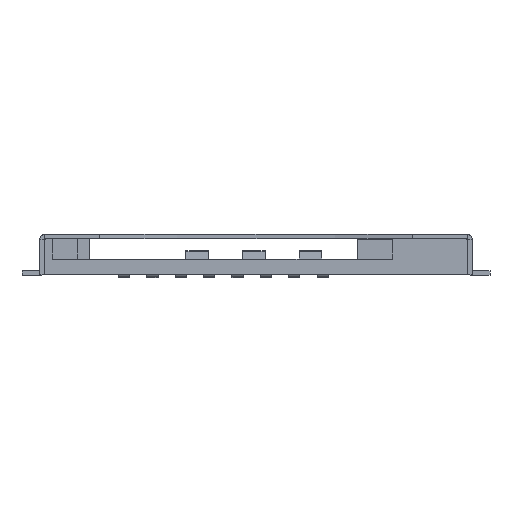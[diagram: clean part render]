
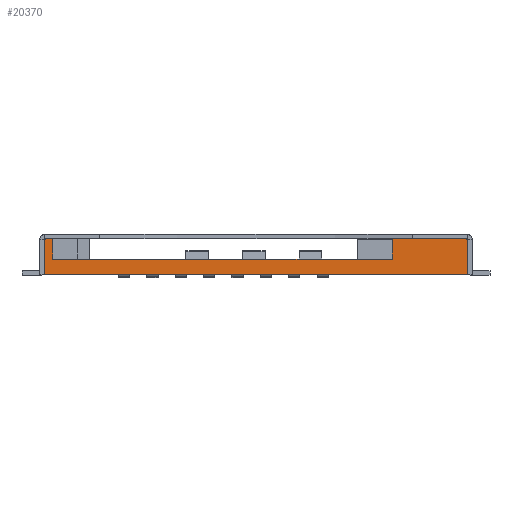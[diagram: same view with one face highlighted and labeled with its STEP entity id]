
A CAD part, front view. The second image highlights one B-rep face of the part: STEP entity #20370.
In plain terms, the highlighted planar face has unit normal (0, -1, 0).
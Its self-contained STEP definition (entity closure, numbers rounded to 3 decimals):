
#213 = CARTESIAN_POINT ( 'NONE',  ( 6.095, -13.15, 1.6 ) ) ;
#346 = CARTESIAN_POINT ( 'NONE',  ( 9.475, -13.15, 0. ) ) ;
#360 = DIRECTION ( 'NONE',  ( 1., 0., 0. ) ) ;
#844 = VERTEX_POINT ( 'NONE', #346 ) ;
#1121 = DIRECTION ( 'NONE',  ( 0., -1., 0. ) ) ;
#1257 = CARTESIAN_POINT ( 'NONE',  ( 9.475, -13.15, 1.6 ) ) ;
#1336 = ORIENTED_EDGE ( 'NONE', *, *, #18831, .F. ) ;
#1504 = DIRECTION ( 'NONE',  ( 0., 0., -1. ) ) ;
#2216 = CARTESIAN_POINT ( 'NONE',  ( -9.105, -13.15, 1.6 ) ) ;
#3329 = FACE_OUTER_BOUND ( 'NONE', #43360, .T. ) ;
#5863 = EDGE_CURVE ( 'NONE', #22050, #844, #19643, .T. ) ;
#6217 = VERTEX_POINT ( 'NONE', #213 ) ;
#6221 = VERTEX_POINT ( 'NONE', #10870 ) ;
#6841 = ORIENTED_EDGE ( 'NONE', *, *, #25949, .F. ) ;
#7752 = ORIENTED_EDGE ( 'NONE', *, *, #8218, .F. ) ;
#8218 = EDGE_CURVE ( 'NONE', #11252, #6217, #25511, .T. ) ;
#8510 = VERTEX_POINT ( 'NONE', #32683 ) ;
#9280 = DIRECTION ( 'NONE',  ( 0., 0., 1. ) ) ;
#9420 = ORIENTED_EDGE ( 'NONE', *, *, #42281, .F. ) ;
#10247 = LINE ( 'NONE', #15380, #42351 ) ;
#10870 = CARTESIAN_POINT ( 'NONE',  ( -9.475, -13.15, 0. ) ) ;
#11252 = VERTEX_POINT ( 'NONE', #31012 ) ;
#11704 = DIRECTION ( 'NONE',  ( 0., 0., 1. ) ) ;
#11759 = LINE ( 'NONE', #31438, #32255 ) ;
#12376 = DIRECTION ( 'NONE',  ( 0., 0., -1. ) ) ;
#15380 = CARTESIAN_POINT ( 'NONE',  ( -9.475, -13.15, 1.6 ) ) ;
#16704 = EDGE_CURVE ( 'NONE', #36435, #6221, #47000, .T. ) ;
#16925 = VERTEX_POINT ( 'NONE', #34562 ) ;
#17492 = VERTEX_POINT ( 'NONE', #36044 ) ;
#18452 = VECTOR ( 'NONE', #38980, 1000. ) ;
#18831 = EDGE_CURVE ( 'NONE', #16925, #34959, #38995, .T. ) ;
#19612 = LINE ( 'NONE', #42937, #18452 ) ;
#19643 = LINE ( 'NONE', #1257, #30723 ) ;
#20243 = CARTESIAN_POINT ( 'NONE',  ( 9.375, -13.15, 1.5 ) ) ;
#20370 = ADVANCED_FACE ( 'NONE', ( #3329 ), #33620, .F. ) ;
#21233 = EDGE_CURVE ( 'NONE', #6221, #844, #30028, .T. ) ;
#21941 = ORIENTED_EDGE ( 'NONE', *, *, #21233, .T. ) ;
#22050 = VERTEX_POINT ( 'NONE', #37899 ) ;
#24278 = CIRCLE ( 'NONE', #25867, 0.1 ) ;
#24665 = EDGE_CURVE ( 'NONE', #8510, #16925, #19612, .T. ) ;
#24791 = DIRECTION ( 'NONE',  ( 0., 0., 1. ) ) ;
#24904 = VECTOR ( 'NONE', #32123, 1000. ) ;
#25511 = LINE ( 'NONE', #36673, #30122 ) ;
#25867 = AXIS2_PLACEMENT_3D ( 'NONE', #20243, #1121, #9280 ) ;
#25949 = EDGE_CURVE ( 'NONE', #6217, #17492, #10247, .T. ) ;
#26391 = CARTESIAN_POINT ( 'NONE',  ( -9.375, -13.15, 1.5 ) ) ;
#26810 = EDGE_CURVE ( 'NONE', #22050, #17492, #24278, .T. ) ;
#28566 = CARTESIAN_POINT ( 'NONE',  ( -9.475, -13.15, 1.5 ) ) ;
#29898 = CIRCLE ( 'NONE', #36951, 0.1 ) ;
#30028 = LINE ( 'NONE', #42104, #44380 ) ;
#30122 = VECTOR ( 'NONE', #24791, 1000. ) ;
#30186 = CARTESIAN_POINT ( 'NONE',  ( -9.475, -13.15, 1.6 ) ) ;
#30632 = VECTOR ( 'NONE', #12376, 1000. ) ;
#30723 = VECTOR ( 'NONE', #1504, 1000. ) ;
#30847 = DIRECTION ( 'NONE',  ( 1., 0., 0. ) ) ;
#31012 = CARTESIAN_POINT ( 'NONE',  ( 6.095, -13.15, 0.7 ) ) ;
#31438 = CARTESIAN_POINT ( 'NONE',  ( -9.105, -13.15, 0.7 ) ) ;
#32053 = ORIENTED_EDGE ( 'NONE', *, *, #16704, .T. ) ;
#32123 = DIRECTION ( 'NONE',  ( 0., 0., -1. ) ) ;
#32255 = VECTOR ( 'NONE', #360, 1000. ) ;
#32683 = CARTESIAN_POINT ( 'NONE',  ( -9.375, -13.15, 1.6 ) ) ;
#33620 = PLANE ( 'NONE',  #45045 ) ;
#34562 = CARTESIAN_POINT ( 'NONE',  ( -9.105, -13.15, 1.6 ) ) ;
#34959 = VERTEX_POINT ( 'NONE', #35819 ) ;
#35819 = CARTESIAN_POINT ( 'NONE',  ( -9.105, -13.15, 0.7 ) ) ;
#36044 = CARTESIAN_POINT ( 'NONE',  ( 9.375, -13.15, 1.6 ) ) ;
#36435 = VERTEX_POINT ( 'NONE', #28566 ) ;
#36673 = CARTESIAN_POINT ( 'NONE',  ( 6.095, -13.15, 1.6 ) ) ;
#36951 = AXIS2_PLACEMENT_3D ( 'NONE', #26391, #40766, #38038 ) ;
#37647 = DIRECTION ( 'NONE',  ( 1., 0., 0. ) ) ;
#37899 = CARTESIAN_POINT ( 'NONE',  ( 9.475, -13.15, 1.5 ) ) ;
#38038 = DIRECTION ( 'NONE',  ( 0., 0., 1. ) ) ;
#38980 = DIRECTION ( 'NONE',  ( 1., 0., 0. ) ) ;
#38995 = LINE ( 'NONE', #2216, #30632 ) ;
#39554 = ORIENTED_EDGE ( 'NONE', *, *, #24665, .F. ) ;
#40429 = ORIENTED_EDGE ( 'NONE', *, *, #44757, .T. ) ;
#40766 = DIRECTION ( 'NONE',  ( 0., -1., 0. ) ) ;
#42104 = CARTESIAN_POINT ( 'NONE',  ( -9.475, -13.15, 0. ) ) ;
#42281 = EDGE_CURVE ( 'NONE', #34959, #11252, #11759, .T. ) ;
#42351 = VECTOR ( 'NONE', #30847, 1000. ) ;
#42937 = CARTESIAN_POINT ( 'NONE',  ( -9.475, -13.15, 1.6 ) ) ;
#43360 = EDGE_LOOP ( 'NONE', ( #46170, #45229, #6841, #7752, #9420, #1336, #39554, #40429, #32053, #21941 ) ) ;
#43501 = CARTESIAN_POINT ( 'NONE',  ( -9.475, -13.15, 1.6 ) ) ;
#44380 = VECTOR ( 'NONE', #37647, 1000. ) ;
#44757 = EDGE_CURVE ( 'NONE', #8510, #36435, #29898, .T. ) ;
#45045 = AXIS2_PLACEMENT_3D ( 'NONE', #30186, #45789, #11704 ) ;
#45229 = ORIENTED_EDGE ( 'NONE', *, *, #26810, .T. ) ;
#45789 = DIRECTION ( 'NONE',  ( 0., 1., 0. ) ) ;
#46170 = ORIENTED_EDGE ( 'NONE', *, *, #5863, .F. ) ;
#47000 = LINE ( 'NONE', #43501, #24904 ) ;
